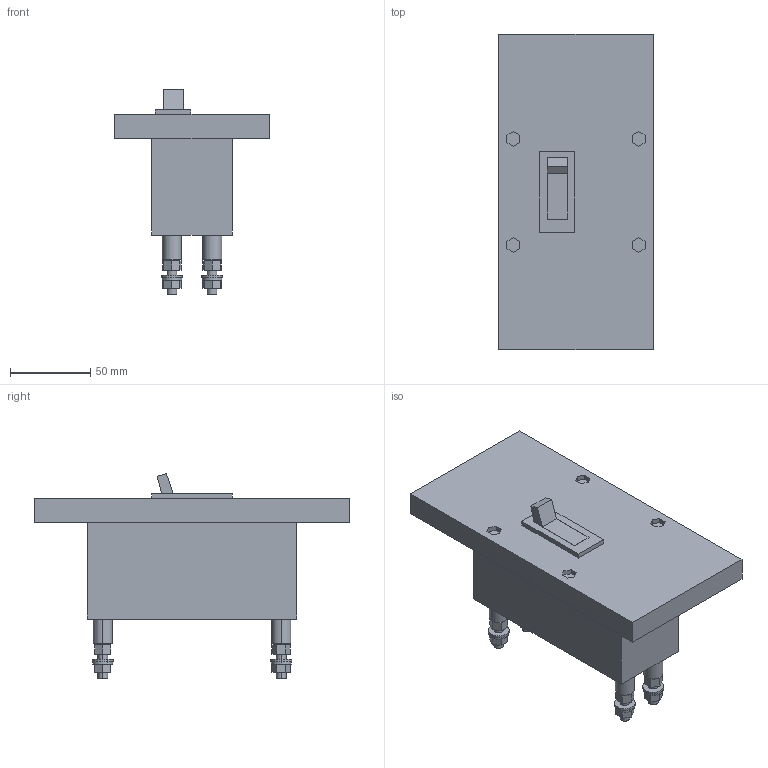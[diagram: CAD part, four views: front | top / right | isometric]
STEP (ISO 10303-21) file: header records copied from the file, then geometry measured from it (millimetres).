
FILE_DESCRIPTION(('CoCreate Modeling STEP Export'),'2;1');
FILE_NAME('Ｅ５０ＳＦ２Ｐ.stp','2016-03-28T10:32:35',(''),(''),'CoCreate Modeling STEP processor for AP214 (Solid Model)','CoCreate Modeling 17.0 01-Apr-2010 (C) Parametric Technology GmbH','');
FILE_SCHEMA(('AUTOMOTIVE_DESIGN { 1 0 10303 214 1 1 1 1 }'));
Length unit declared in the file: millimetre
Products named in the file (7): P2.2; P5.2; P4.3; P6.3; P1; P3.1; Ｅ５０ＳＦ２Ｐ
Assembly tree (21 placements, depth 2):
  Ｅ５０ＳＦ２Ｐ
    P2.2  x4
    P6.3  x4
    P5.2  x4
    P4.3  x4
    P3.1  x4
    P1
Bounding box: 96 x 196 x 127.51 mm (x, y, z)
Volume: 688042.5 mm3; surface area: 84085.6 mm2
Topology: 21 solids, 21 shells, 289 faces, 648 edges, 432 vertices
Faces by surface type: plane 193, cylinder 96
Entity records: 3738 total; most frequent: ORIENTED_EDGE 606, CARTESIAN_POINT 587, DIRECTION 546, EDGE_CURVE 303, VECTOR 226, LINE 226, VERTEX_POINT 201, AXIS2_PLACEMENT_3D 160
